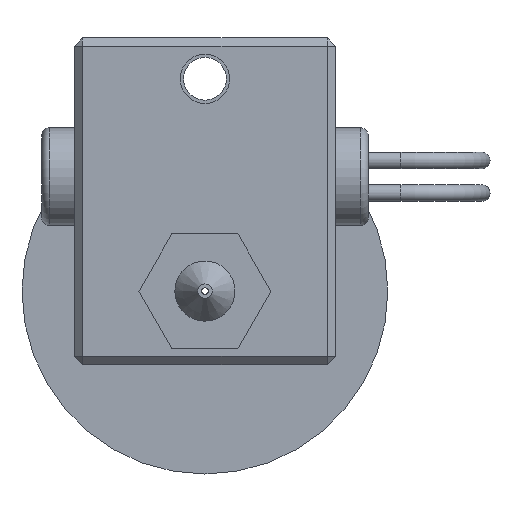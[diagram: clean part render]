
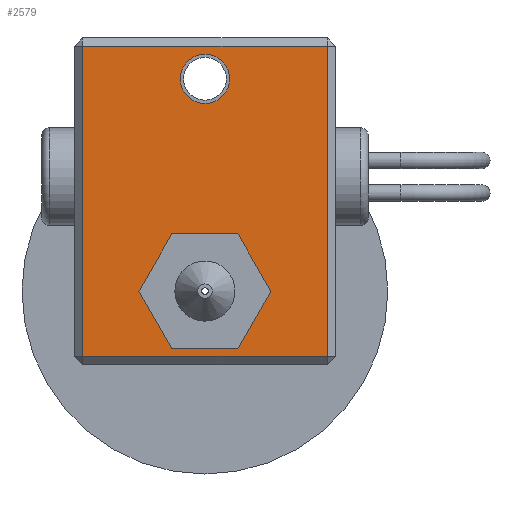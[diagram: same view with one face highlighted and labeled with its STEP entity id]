
A CAD part, front view. The second image highlights one B-rep face of the part: STEP entity #2579.
In plain terms, the highlighted planar face has unit normal (0, -1, 0).
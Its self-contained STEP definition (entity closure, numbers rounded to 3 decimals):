
#286=FACE_BOUND('',#1067,.T.);
#287=FACE_BOUND('',#1068,.T.);
#397=LINE('',#5004,#598);
#398=LINE('',#5006,#599);
#399=LINE('',#5008,#600);
#400=LINE('',#5009,#601);
#598=VECTOR('',#3070,19.);
#599=VECTOR('',#3071,15.);
#600=VECTOR('',#3072,19.);
#601=VECTOR('',#3073,15.);
#799=PLANE('',#2756);
#895=FACE_OUTER_BOUND('',#1066,.T.);
#1066=EDGE_LOOP('',(#2002,#2003,#2004,#2005));
#1067=EDGE_LOOP('',(#2006,#2007,#2008,#2009));
#1068=EDGE_LOOP('',(#2010));
#1347=B_SPLINE_CURVE_WITH_KNOTS('',3,(#4350,#4351,#4352,#4353,#4354,#4355,
#4356,#4357,#4358,#4359),.UNSPECIFIED.,.F.,.F.,(4,3,3,4),(0.,0.291,
0.563,0.696),.UNSPECIFIED.);
#1350=B_SPLINE_CURVE_WITH_KNOTS('',3,(#4760,#4761,#4762,#4763,#4764,#4765,
#4766,#4767,#4768,#4769),.UNSPECIFIED.,.F.,.F.,(4,3,3,4),(0.,0.261,
0.54,0.694),.UNSPECIFIED.);
#1391=CIRCLE('',#2754,3.);
#1393=CIRCLE('',#2757,2.5);
#1394=CIRCLE('',#2758,1.512);
#1526=VERTEX_POINT('',#3879);
#1527=VERTEX_POINT('',#3880);
#1530=VERTEX_POINT('',#4349);
#1532=VERTEX_POINT('',#4759);
#1534=VERTEX_POINT('',#5002);
#1535=VERTEX_POINT('',#5003);
#1536=VERTEX_POINT('',#5005);
#1537=VERTEX_POINT('',#5007);
#1538=VERTEX_POINT('',#5011);
#1727=EDGE_CURVE('',#1526,#1527,#1391,.T.);
#1731=EDGE_CURVE('',#1527,#1530,#1347,.T.);
#1734=EDGE_CURVE('',#1532,#1526,#1350,.T.);
#1737=EDGE_CURVE('',#1534,#1535,#397,.T.);
#1738=EDGE_CURVE('',#1536,#1534,#398,.T.);
#1739=EDGE_CURVE('',#1537,#1536,#399,.T.);
#1740=EDGE_CURVE('',#1535,#1537,#400,.T.);
#1741=EDGE_CURVE('',#1530,#1532,#1393,.T.);
#1742=EDGE_CURVE('',#1538,#1538,#1394,.T.);
#2002=ORIENTED_EDGE('',*,*,#1737,.F.);
#2003=ORIENTED_EDGE('',*,*,#1738,.F.);
#2004=ORIENTED_EDGE('',*,*,#1739,.F.);
#2005=ORIENTED_EDGE('',*,*,#1740,.F.);
#2006=ORIENTED_EDGE('',*,*,#1734,.T.);
#2007=ORIENTED_EDGE('',*,*,#1727,.T.);
#2008=ORIENTED_EDGE('',*,*,#1731,.T.);
#2009=ORIENTED_EDGE('',*,*,#1741,.T.);
#2010=ORIENTED_EDGE('',*,*,#1742,.T.);
#2579=ADVANCED_FACE('',(#895,#286,#287),#799,.T.);
#2754=AXIS2_PLACEMENT_3D('',#3881,#3064,#3065);
#2756=AXIS2_PLACEMENT_3D('',#5001,#3068,#3069);
#2757=AXIS2_PLACEMENT_3D('',#5010,#3074,#3075);
#2758=AXIS2_PLACEMENT_3D('',#5012,#3076,#3077);
#3064=DIRECTION('center_axis',(0.,1.,0.));
#3065=DIRECTION('ref_axis',(-1.,0.,0.));
#3068=DIRECTION('center_axis',(0.,-1.,0.));
#3069=DIRECTION('ref_axis',(0.,0.,1.));
#3070=DIRECTION('',(0.,0.,-1.));
#3071=DIRECTION('',(1.,0.,0.));
#3072=DIRECTION('',(0.,0.,1.));
#3073=DIRECTION('',(-1.,0.,0.));
#3074=DIRECTION('center_axis',(0.,1.,0.));
#3075=DIRECTION('ref_axis',(-1.,0.,0.));
#3076=DIRECTION('center_axis',(0.,1.,0.));
#3077=DIRECTION('ref_axis',(1.,0.,0.));
#3879=CARTESIAN_POINT('',(-5.573,0.,-13.737));
#3880=CARTESIAN_POINT('',(-5.,0.,-15.5));
#3881=CARTESIAN_POINT('Origin',(-8.,0.,-15.5));
#4349=CARTESIAN_POINT('',(-10.023,0.,-16.969));
#4350=CARTESIAN_POINT('Ctrl Pts',(-5.,0.,-15.5));
#4351=CARTESIAN_POINT('Ctrl Pts',(-5.064,0.,
-16.468));
#4352=CARTESIAN_POINT('Ctrl Pts',(-5.636,0.,
-17.395));
#4353=CARTESIAN_POINT('Ctrl Pts',(-6.476,0.,
-17.856));
#4354=CARTESIAN_POINT('Ctrl Pts',(-7.26,0.,
-18.286));
#4355=CARTESIAN_POINT('Ctrl Pts',(-8.283,0.,
-18.308));
#4356=CARTESIAN_POINT('Ctrl Pts',(-9.071,0.,
-17.878));
#4357=CARTESIAN_POINT('Ctrl Pts',(-9.458,0.,
-17.667));
#4358=CARTESIAN_POINT('Ctrl Pts',(-9.787,0.,
-17.347));
#4359=CARTESIAN_POINT('Ctrl Pts',(-10.02,0.,
-16.967));
#4759=CARTESIAN_POINT('',(-10.5,0.,-15.5));
#4760=CARTESIAN_POINT('Ctrl Pts',(-10.5,0.,-15.5));
#4761=CARTESIAN_POINT('Ctrl Pts',(-10.569,0.,
-14.634));
#4762=CARTESIAN_POINT('Ctrl Pts',(-10.154,0.,
-13.75));
#4763=CARTESIAN_POINT('Ctrl Pts',(-9.468,0.,
-13.231));
#4764=CARTESIAN_POINT('Ctrl Pts',(-8.731,0.,
-12.673));
#4765=CARTESIAN_POINT('Ctrl Pts',(-7.681,0.,
-12.532));
#4766=CARTESIAN_POINT('Ctrl Pts',(-6.808,0.,
-12.854));
#4767=CARTESIAN_POINT('Ctrl Pts',(-6.331,0.,
-13.03));
#4768=CARTESIAN_POINT('Ctrl Pts',(-5.906,0.,
-13.344));
#4769=CARTESIAN_POINT('Ctrl Pts',(-5.576,0.,
-13.739));
#5001=CARTESIAN_POINT('Origin',(0.,0.,-20.));
#5002=CARTESIAN_POINT('',(-0.5,0.,-0.5));
#5003=CARTESIAN_POINT('',(-0.5,0.,-19.5));
#5004=CARTESIAN_POINT('',(-0.5,0.,-14.555));
#5005=CARTESIAN_POINT('',(-15.5,0.,-0.5));
#5006=CARTESIAN_POINT('',(0.,0.,-0.5));
#5007=CARTESIAN_POINT('',(-15.5,0.,-19.5));
#5008=CARTESIAN_POINT('',(-15.5,0.,-14.555));
#5009=CARTESIAN_POINT('',(0.,0.,-19.5));
#5010=CARTESIAN_POINT('Origin',(-8.,0.,-15.5));
#5011=CARTESIAN_POINT('',(-6.489,0.,-2.5));
#5012=CARTESIAN_POINT('Origin',(-8.,0.,-2.5));
